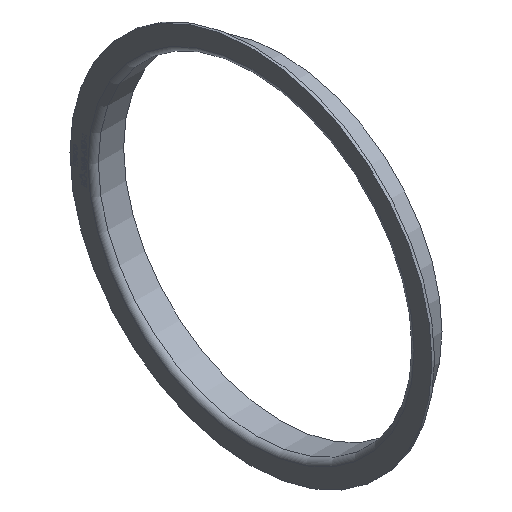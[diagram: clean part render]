
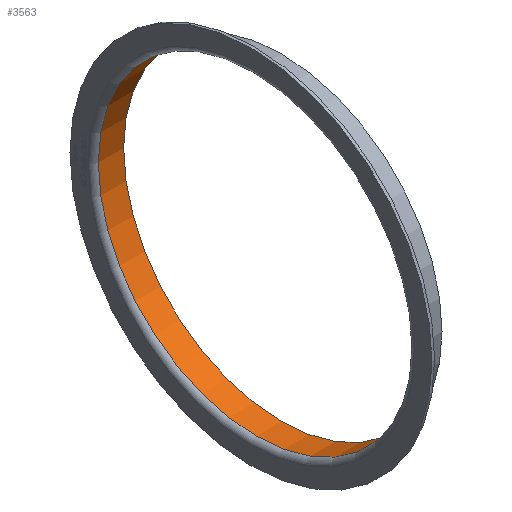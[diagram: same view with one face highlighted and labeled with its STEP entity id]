
A CAD part, isometric view. The second image highlights one B-rep face of the part: STEP entity #3563.
In plain terms, the highlighted cylindrical face has radius 181 mm (diameter 362 mm), a full revolution.
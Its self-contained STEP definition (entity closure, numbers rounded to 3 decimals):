
#171 = CYLINDRICAL_SURFACE ( 'NONE', #8151, 181. ) ;
#497 = FACE_OUTER_BOUND ( 'NONE', #16645, .T. ) ;
#1499 = CARTESIAN_POINT ( 'NONE',  ( 35., 0., 181. ) ) ;
#2477 = ORIENTED_EDGE ( 'NONE', *, *, #10322, .T. ) ;
#2796 = VERTEX_POINT ( 'NONE', #1499 ) ;
#3563 = ADVANCED_FACE ( 'NONE', ( #13257, #497 ), #171, .F. ) ;
#4655 = EDGE_CURVE ( 'NONE', #2796, #2796, #12831, .T. ) ;
#5893 = CARTESIAN_POINT ( 'NONE',  ( 35., 0., 0. ) ) ;
#6062 = CARTESIAN_POINT ( 'NONE',  ( 6., 0., -181. ) ) ;
#6728 = CARTESIAN_POINT ( 'NONE',  ( 0., 0., 0. ) ) ;
#7764 = EDGE_LOOP ( 'NONE', ( #2477 ) ) ;
#8054 = VERTEX_POINT ( 'NONE', #6062 ) ;
#8151 = AXIS2_PLACEMENT_3D ( 'NONE', #6728, #16167, #9695 ) ;
#8928 = ORIENTED_EDGE ( 'NONE', *, *, #4655, .F. ) ;
#9418 = DIRECTION ( 'NONE',  ( 0., 0., -1. ) ) ;
#9695 = DIRECTION ( 'NONE',  ( 0., 0., 1. ) ) ;
#10322 = EDGE_CURVE ( 'NONE', #8054, #8054, #13537, .T. ) ;
#10948 = DIRECTION ( 'NONE',  ( 0., 0., 1. ) ) ;
#12255 = DIRECTION ( 'NONE',  ( -1., 0., 0. ) ) ;
#12831 = CIRCLE ( 'NONE', #15029, 181. ) ;
#13257 = FACE_OUTER_BOUND ( 'NONE', #7764, .T. ) ;
#13537 = CIRCLE ( 'NONE', #15753, 181. ) ;
#14767 = CARTESIAN_POINT ( 'NONE',  ( 6., 0., 0. ) ) ;
#15029 = AXIS2_PLACEMENT_3D ( 'NONE', #5893, #12255, #10948 ) ;
#15753 = AXIS2_PLACEMENT_3D ( 'NONE', #14767, #16137, #9418 ) ;
#16137 = DIRECTION ( 'NONE',  ( -1., 0., 0. ) ) ;
#16167 = DIRECTION ( 'NONE',  ( -1., 0., 0. ) ) ;
#16645 = EDGE_LOOP ( 'NONE', ( #8928 ) ) ;
